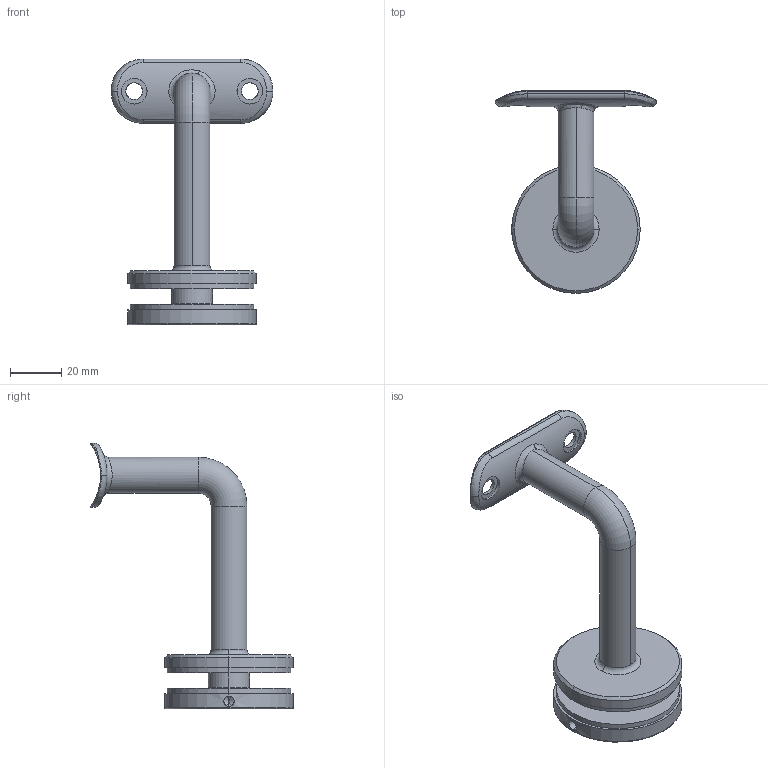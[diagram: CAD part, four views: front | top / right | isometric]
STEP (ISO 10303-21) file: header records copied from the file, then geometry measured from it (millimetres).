
FILE_DESCRIPTION (( 'STEP AP203' ), '1' );
FILE_NAME ('50355-V4A-42.STEP', '2021-02-02T12:41:59', ( '' ), ( '' ), 'SwSTEP 2.0', 'SolidWorks 2018', '' );
FILE_SCHEMA (( 'CONFIG_CONTROL_DESIGN' ));
Length unit declared in the file: millimetre
Products named in the file (12): 50355-V4A-42; 50355-V4A-XX Teil1_50355-V4A-42 Teil1; 50355-V4A-XX Teil1; 50355-V4A-XX Teil4; 50355-V4A-XX Teil4_50355-V4A-XX Teil4; DIN913_DIN 913 M8x40; 50355-V4A-XX Teil2; 50355-V4A-XX Teil3_50355-V4A-XX Teil3; 50355-V4A-XX Teil3; DIN913; 50355-V4A-XX Teil2_50355-V4A-XX Teil2
Assembly tree (7 placements, depth 2):
  50355-V4A-42
    DIN913
    50355-V4A-XX Teil1
  50355-V4A-XX Teil4
  50355-V4A-42
    50355-V4A-XX Teil1_50355-V4A-42 Teil1
    DIN913_DIN 913 M8x40
    50355-V4A-XX Teil2_50355-V4A-XX Teil2
    50355-V4A-XX Teil3_50355-V4A-XX Teil3
    50355-V4A-XX Teil4_50355-V4A-XX Teil4
  50355-V4A-XX Teil2
  50355-V4A-XX Teil3
Bounding box: 63.01 x 78.8 x 103.5 mm (x, y, z)
Volume: 50853.8 mm3; surface area: 27948.5 mm2
Topology: 5 solids, 5 shells, 420 faces, 1083 edges, 704 vertices
Faces by surface type: plane 209, bspline 135, cylinder 46, cone 22, torus 8
Entity records: 22637 total; most frequent: CARTESIAN_POINT 12160, ORIENTED_EDGE 2146, DIRECTION 1503, EDGE_CURVE 1073, VERTEX_POINT 700, LINE 675, VECTOR 675, EDGE_LOOP 465
